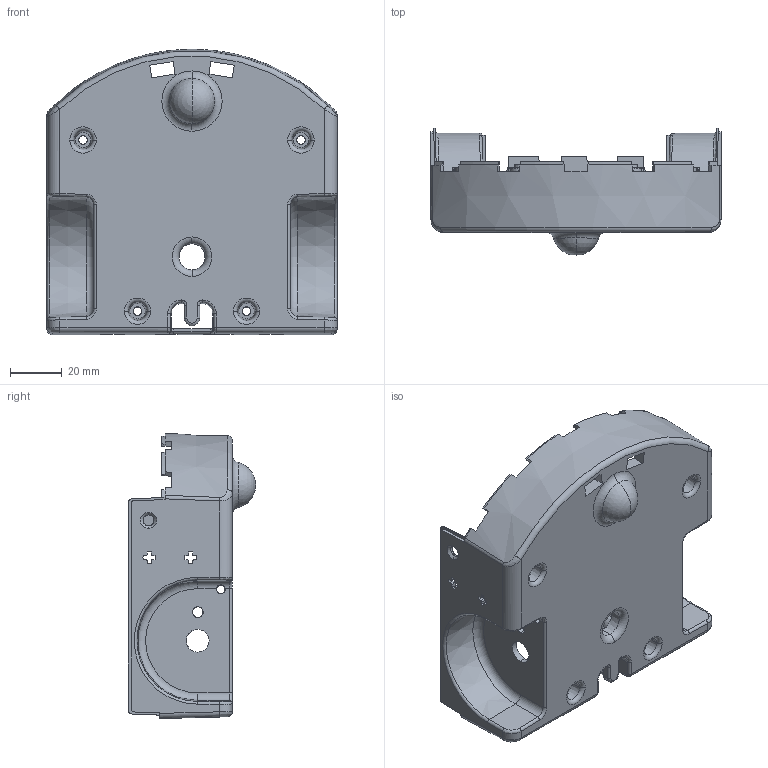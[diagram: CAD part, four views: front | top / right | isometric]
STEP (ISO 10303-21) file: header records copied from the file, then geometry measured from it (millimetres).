
FILE_DESCRIPTION((''),'2;1');
FILE_NAME('P_COQUE_DESSOUS','2011-01-20T',('Michael'),('EPFL'),'PRO/ENGINEER BY PARAMETRIC TECHNOLOGY CORPORATION, 2008490','PRO/ENGINEER BY PARAMETRIC TECHNOLOGY CORPORATION, 2008490','');
FILE_SCHEMA(('AUTOMOTIVE_DESIGN_CC2 { 1 2 10303 214 -1 1 5 2 }'));
Length unit declared in the file: millimetre
Products named in the file (1): P_COQUE_DESSOUS
Bounding box: 111.8 x 49 x 109.9 mm (x, y, z)
Volume: 55254.6 mm3; surface area: 57164.5 mm2
Topology: 1 solids, 1 shells, 984 faces, 2430 edges, 1448 vertices
Faces by surface type: cylinder 298, plane 258, bspline 242, cone 77, torus 71, sphere 38
Entity records: 46123 total; most frequent: CARTESIAN_POINT 17282, ORIENTED_EDGE 4852, DIRECTION 4077, PRESENTATION_STYLE_ASSIGNMENT 2427, STYLED_ITEM 2427, CURVE_STYLE 2426, EDGE_CURVE 2426, AXIS2_PLACEMENT_3D 1549
